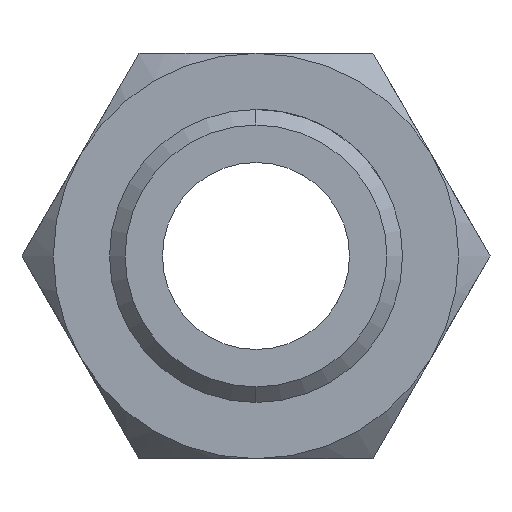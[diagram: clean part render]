
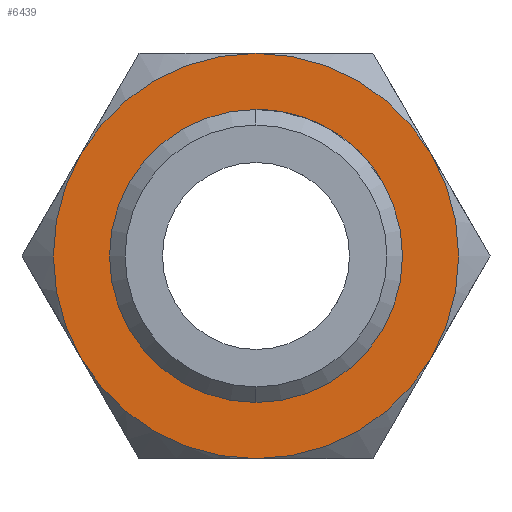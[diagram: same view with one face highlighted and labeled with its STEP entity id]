
A CAD part, left-side view. The second image highlights one B-rep face of the part: STEP entity #6439.
In plain terms, the highlighted planar face has unit normal (-1, 0, 0).
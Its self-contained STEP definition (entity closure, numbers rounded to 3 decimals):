
#75 = CARTESIAN_POINT ( 'NONE',  ( 20., 0., 4.7 ) ) ;
#265 = CARTESIAN_POINT ( 'NONE',  ( 20., 0., 0. ) ) ;
#594 = ORIENTED_EDGE ( 'NONE', *, *, #5609, .F. ) ;
#647 = ORIENTED_EDGE ( 'NONE', *, *, #5420, .F. ) ;
#652 = DIRECTION ( 'NONE',  ( -1., 0., 0. ) ) ;
#686 = CIRCLE ( 'NONE', #5168, 6.5 ) ;
#835 = DIRECTION ( 'NONE',  ( -1., 0., 0. ) ) ;
#837 = EDGE_CURVE ( 'NONE', #1439, #3481, #4026, .T. ) ;
#1332 = DIRECTION ( 'NONE',  ( 1., 0., 0. ) ) ;
#1439 = VERTEX_POINT ( 'NONE', #4137 ) ;
#1466 = DIRECTION ( 'NONE',  ( 1., 0., 0. ) ) ;
#1475 = CARTESIAN_POINT ( 'NONE',  ( 20., 5.629, -3.25 ) ) ;
#1513 = EDGE_CURVE ( 'NONE', #4223, #3742, #4866, .T. ) ;
#1578 = ORIENTED_EDGE ( 'NONE', *, *, #1513, .T. ) ;
#1581 = ORIENTED_EDGE ( 'NONE', *, *, #2589, .F. ) ;
#1926 = DIRECTION ( 'NONE',  ( 1., 0., 0. ) ) ;
#2041 = EDGE_CURVE ( 'NONE', #3481, #1439, #2061, .T. ) ;
#2061 = CIRCLE ( 'NONE', #2202, 4.7 ) ;
#2072 = CARTESIAN_POINT ( 'NONE',  ( 20., -5.629, -3.25 ) ) ;
#2173 = CARTESIAN_POINT ( 'NONE',  ( 20., 0., -6.5 ) ) ;
#2202 = AXIS2_PLACEMENT_3D ( 'NONE', #4327, #3003, #5540 ) ;
#2210 = CARTESIAN_POINT ( 'NONE',  ( 20., 0., 0. ) ) ;
#2233 = AXIS2_PLACEMENT_3D ( 'NONE', #3435, #1332, #7903 ) ;
#2338 = DIRECTION ( 'NONE',  ( 0., 0., -1. ) ) ;
#2461 = ORIENTED_EDGE ( 'NONE', *, *, #837, .F. ) ;
#2500 = CIRCLE ( 'NONE', #6412, 6.5 ) ;
#2589 = EDGE_CURVE ( 'NONE', #4223, #7444, #8222, .T. ) ;
#2678 = DIRECTION ( 'NONE',  ( 0., 0., 1. ) ) ;
#2804 = DIRECTION ( 'NONE',  ( 0., 0., 1. ) ) ;
#3002 = DIRECTION ( 'NONE',  ( 1., 0., 0. ) ) ;
#3003 = DIRECTION ( 'NONE',  ( -1., 0., 0. ) ) ;
#3059 = AXIS2_PLACEMENT_3D ( 'NONE', #7477, #6692, #7436 ) ;
#3078 = CARTESIAN_POINT ( 'NONE',  ( 20., 5.629, 3.25 ) ) ;
#3124 = ORIENTED_EDGE ( 'NONE', *, *, #7268, .F. ) ;
#3360 = CARTESIAN_POINT ( 'NONE',  ( 20., 0., 0. ) ) ;
#3372 = CARTESIAN_POINT ( 'NONE',  ( 20., 0., 0. ) ) ;
#3435 = CARTESIAN_POINT ( 'NONE',  ( 20., 0., 0. ) ) ;
#3481 = VERTEX_POINT ( 'NONE', #75 ) ;
#3510 = DIRECTION ( 'NONE',  ( 0., 0., -1. ) ) ;
#3528 = VERTEX_POINT ( 'NONE', #1475 ) ;
#3550 = VERTEX_POINT ( 'NONE', #2173 ) ;
#3552 = PLANE ( 'NONE',  #7540 ) ;
#3742 = VERTEX_POINT ( 'NONE', #3078 ) ;
#3871 = DIRECTION ( 'NONE',  ( 0., 0., -1. ) ) ;
#3892 = AXIS2_PLACEMENT_3D ( 'NONE', #3372, #652, #2804 ) ;
#4026 = CIRCLE ( 'NONE', #3892, 4.7 ) ;
#4137 = CARTESIAN_POINT ( 'NONE',  ( 20., 0., -4.7 ) ) ;
#4199 = CIRCLE ( 'NONE', #2233, 6.5 ) ;
#4223 = VERTEX_POINT ( 'NONE', #5245 ) ;
#4319 = AXIS2_PLACEMENT_3D ( 'NONE', #6848, #835, #2678 ) ;
#4327 = CARTESIAN_POINT ( 'NONE',  ( 20., 0., 0. ) ) ;
#4866 = CIRCLE ( 'NONE', #4319, 6.5 ) ;
#5168 = AXIS2_PLACEMENT_3D ( 'NONE', #7283, #1926, #3871 ) ;
#5245 = CARTESIAN_POINT ( 'NONE',  ( 20., 0., 6.5 ) ) ;
#5420 = EDGE_CURVE ( 'NONE', #7444, #8299, #2500, .T. ) ;
#5540 = DIRECTION ( 'NONE',  ( 0., 0., 1. ) ) ;
#5605 = DIRECTION ( 'NONE',  ( 1., 0., 0. ) ) ;
#5609 = EDGE_CURVE ( 'NONE', #3528, #3742, #5990, .T. ) ;
#5990 = CIRCLE ( 'NONE', #3059, 6.5 ) ;
#6153 = ORIENTED_EDGE ( 'NONE', *, *, #2041, .F. ) ;
#6160 = DIRECTION ( 'NONE',  ( 0., 0., -1. ) ) ;
#6412 = AXIS2_PLACEMENT_3D ( 'NONE', #2210, #3002, #2338 ) ;
#6439 = ADVANCED_FACE ( 'NONE', ( #7535, #8369 ), #3552, .F. ) ;
#6692 = DIRECTION ( 'NONE',  ( 1., 0., 0. ) ) ;
#6823 = AXIS2_PLACEMENT_3D ( 'NONE', #3360, #1466, #6160 ) ;
#6848 = CARTESIAN_POINT ( 'NONE',  ( 20., 0., 0. ) ) ;
#7268 = EDGE_CURVE ( 'NONE', #8299, #3550, #686, .T. ) ;
#7283 = CARTESIAN_POINT ( 'NONE',  ( 20., 0., 0. ) ) ;
#7301 = ORIENTED_EDGE ( 'NONE', *, *, #8324, .F. ) ;
#7426 = EDGE_LOOP ( 'NONE', ( #6153, #2461 ) ) ;
#7436 = DIRECTION ( 'NONE',  ( 0., 0., -1. ) ) ;
#7444 = VERTEX_POINT ( 'NONE', #8152 ) ;
#7477 = CARTESIAN_POINT ( 'NONE',  ( 20., 0., 0. ) ) ;
#7535 = FACE_BOUND ( 'NONE', #7426, .T. ) ;
#7540 = AXIS2_PLACEMENT_3D ( 'NONE', #265, #5605, #3510 ) ;
#7903 = DIRECTION ( 'NONE',  ( 0., 0., -1. ) ) ;
#8152 = CARTESIAN_POINT ( 'NONE',  ( 20., -5.629, 3.25 ) ) ;
#8222 = CIRCLE ( 'NONE', #6823, 6.5 ) ;
#8299 = VERTEX_POINT ( 'NONE', #2072 ) ;
#8300 = EDGE_LOOP ( 'NONE', ( #7301, #3124, #647, #1581, #1578, #594 ) ) ;
#8324 = EDGE_CURVE ( 'NONE', #3550, #3528, #4199, .T. ) ;
#8369 = FACE_OUTER_BOUND ( 'NONE', #8300, .T. ) ;
